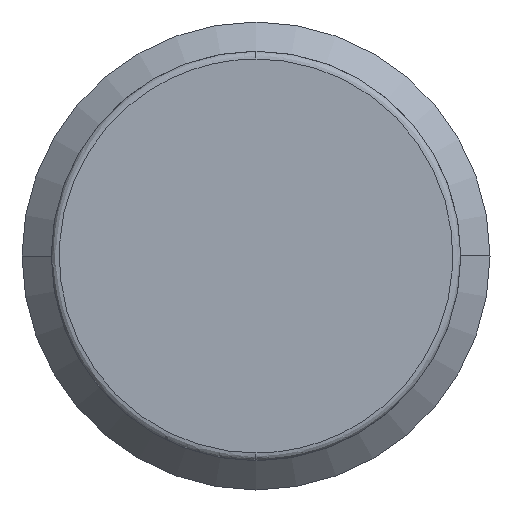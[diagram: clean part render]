
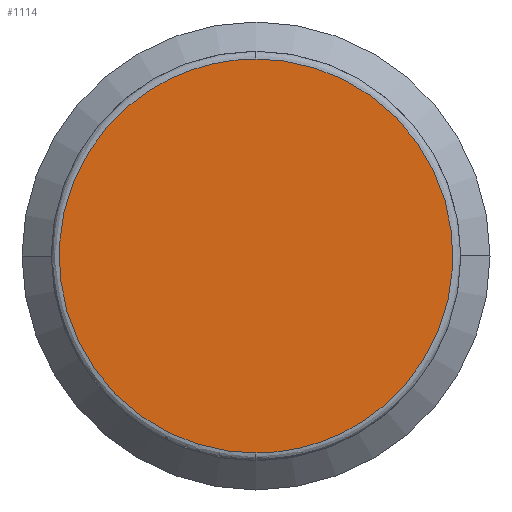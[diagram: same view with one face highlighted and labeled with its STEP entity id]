
A CAD part, left-side view. The second image highlights one B-rep face of the part: STEP entity #1114.
In plain terms, the highlighted planar face has unit normal (-1, 0, 0).
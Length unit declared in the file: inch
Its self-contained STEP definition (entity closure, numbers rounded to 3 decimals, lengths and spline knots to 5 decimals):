
#135 = DIRECTION ( 'NONE',  ( 1., 0., 0. ) ) ;
#277 = CARTESIAN_POINT ( 'NONE',  ( -0.01969, 0., 0. ) ) ;
#317 = EDGE_CURVE ( 'NONE', #1355, #1776, #897, .T. ) ;
#397 = ORIENTED_EDGE ( 'NONE', *, *, #317, .F. ) ;
#479 = CARTESIAN_POINT ( 'NONE',  ( -0.01969, 0., -0.19882 ) ) ;
#633 = CARTESIAN_POINT ( 'NONE',  ( -0.01969, -0.39764, -0.19882 ) ) ;
#667 = CARTESIAN_POINT ( 'NONE',  ( -0.01969, 0., -0.19882 ) ) ;
#684 = FACE_OUTER_BOUND ( 'NONE', #1778, .T. ) ;
#840 = CARTESIAN_POINT ( 'NONE',  ( -0.01969, 0., 0.19882 ) ) ;
#874 = AXIS2_PLACEMENT_3D ( 'NONE', #277, #135, #1438 ) ;
#897 =( BOUNDED_CURVE ( )  B_SPLINE_CURVE ( 3, ( #667, #1480, #1163, #840 ),
 .UNSPECIFIED., .F., .T. ) 
 B_SPLINE_CURVE_WITH_KNOTS ( ( 4, 4 ),
 ( 0., 0.5 ),
 .UNSPECIFIED. ) 
 CURVE ( )  GEOMETRIC_REPRESENTATION_ITEM ( )  RATIONAL_B_SPLINE_CURVE ( ( 1., 0.333, 0.333, 1. ) ) 
 REPRESENTATION_ITEM ( '' )  );
#972 = CARTESIAN_POINT ( 'NONE',  ( -0.01969, -0.39764, 0.19882 ) ) ;
#1064 = CARTESIAN_POINT ( 'NONE',  ( -0.01969, 0., -0.19882 ) ) ;
#1093 = ORIENTED_EDGE ( 'NONE', *, *, #1255, .F. ) ;
#1114 = ADVANCED_FACE ( 'NONE', ( #684 ), #1261, .F. ) ;
#1163 = CARTESIAN_POINT ( 'NONE',  ( -0.01969, 0.39764, 0.19882 ) ) ;
#1255 = EDGE_CURVE ( 'NONE', #1776, #1355, #1777, .T. ) ;
#1261 = PLANE ( 'NONE',  #874 ) ;
#1355 = VERTEX_POINT ( 'NONE', #1064 ) ;
#1438 = DIRECTION ( 'NONE',  ( 0., 0., -1. ) ) ;
#1480 = CARTESIAN_POINT ( 'NONE',  ( -0.01969, 0.39764, -0.19882 ) ) ;
#1530 = CARTESIAN_POINT ( 'NONE',  ( -0.01969, 0., 0.19882 ) ) ;
#1776 = VERTEX_POINT ( 'NONE', #1530 ) ;
#1777 =( BOUNDED_CURVE ( )  B_SPLINE_CURVE ( 3, ( #2121, #972, #633, #479 ),
 .UNSPECIFIED., .F., .F. ) 
 B_SPLINE_CURVE_WITH_KNOTS ( ( 4, 4 ),
 ( 0.5, 1. ),
 .UNSPECIFIED. ) 
 CURVE ( )  GEOMETRIC_REPRESENTATION_ITEM ( )  RATIONAL_B_SPLINE_CURVE ( ( 1., 0.333, 0.333, 1. ) ) 
 REPRESENTATION_ITEM ( '' )  );
#1778 = EDGE_LOOP ( 'NONE', ( #397, #1093 ) ) ;
#2121 = CARTESIAN_POINT ( 'NONE',  ( -0.01969, 0., 0.19882 ) ) ;
